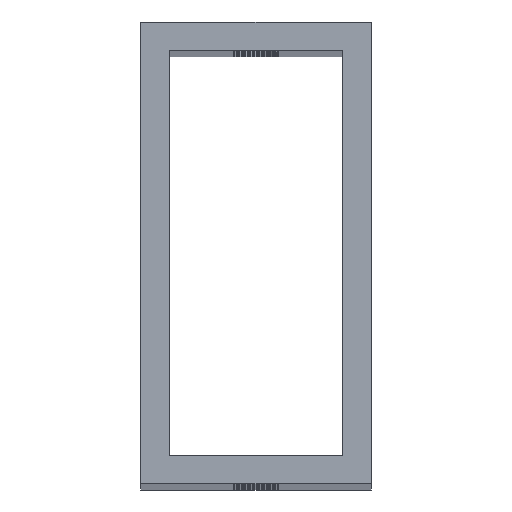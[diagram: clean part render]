
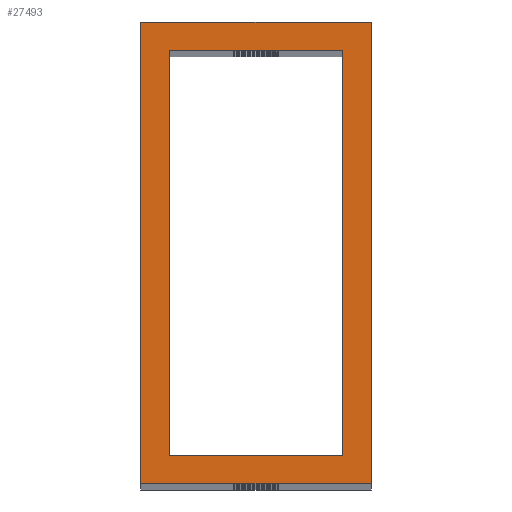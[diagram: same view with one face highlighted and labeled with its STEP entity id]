
A CAD part, top view. The second image highlights one B-rep face of the part: STEP entity #27493.
In plain terms, the highlighted planar face has unit normal (0, 0, 1).
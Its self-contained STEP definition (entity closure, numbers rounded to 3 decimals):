
#184 = FACE_BOUND ( 'NONE', #17228, .T. ) ;
#464 = CARTESIAN_POINT ( 'NONE',  ( 12.7, -25.4, 381. ) ) ;
#739 = DIRECTION ( 'NONE',  ( 0., 0., -1. ) ) ;
#873 = DIRECTION ( 'NONE',  ( -1., 0., 0. ) ) ;
#899 = CARTESIAN_POINT ( 'NONE',  ( -12.7, -25.4, 381. ) ) ;
#937 = VECTOR ( 'NONE', #22636, 1000. ) ;
#982 = VERTEX_POINT ( 'NONE', #26329 ) ;
#989 = ORIENTED_EDGE ( 'NONE', *, *, #25302, .F. ) ;
#1395 = VECTOR ( 'NONE', #14058, 1000. ) ;
#1512 = EDGE_CURVE ( 'NONE', #25375, #18490, #26180, .T. ) ;
#2336 = CARTESIAN_POINT ( 'NONE',  ( -9.525, -22.225, 381. ) ) ;
#2471 = DIRECTION ( 'NONE',  ( 0., 1., 0. ) ) ;
#2817 = EDGE_CURVE ( 'NONE', #21758, #22329, #21723, .T. ) ;
#2942 = VECTOR ( 'NONE', #2471, 1000. ) ;
#4267 = DIRECTION ( 'NONE',  ( -1., 0., 0. ) ) ;
#4388 = DIRECTION ( 'NONE',  ( 0., -1., 0. ) ) ;
#5019 = CARTESIAN_POINT ( 'NONE',  ( -12.7, 25.4, 381. ) ) ;
#7174 = LINE ( 'NONE', #464, #2942 ) ;
#7323 = ORIENTED_EDGE ( 'NONE', *, *, #17712, .T. ) ;
#8401 = DIRECTION ( 'NONE',  ( 1., 0., 0. ) ) ;
#8635 = LINE ( 'NONE', #2336, #12634 ) ;
#8644 = CARTESIAN_POINT ( 'NONE',  ( 12.7, -25.4, 381. ) ) ;
#8789 = VECTOR ( 'NONE', #4267, 1000. ) ;
#9120 = CARTESIAN_POINT ( 'NONE',  ( -9.525, 22.225, 381. ) ) ;
#10264 = VECTOR ( 'NONE', #21841, 1000. ) ;
#10312 = VERTEX_POINT ( 'NONE', #12975 ) ;
#10798 = VERTEX_POINT ( 'NONE', #10921 ) ;
#10801 = ORIENTED_EDGE ( 'NONE', *, *, #27343, .T. ) ;
#10855 = EDGE_CURVE ( 'NONE', #18490, #10798, #8635, .T. ) ;
#10921 = CARTESIAN_POINT ( 'NONE',  ( 9.525, -22.225, 381. ) ) ;
#11072 = CARTESIAN_POINT ( 'NONE',  ( -9.525, -22.225, 381. ) ) ;
#11324 = VERTEX_POINT ( 'NONE', #27250 ) ;
#11353 = ORIENTED_EDGE ( 'NONE', *, *, #2817, .T. ) ;
#12634 = VECTOR ( 'NONE', #19814, 1000. ) ;
#12973 = LINE ( 'NONE', #15550, #10264 ) ;
#12975 = CARTESIAN_POINT ( 'NONE',  ( 9.525, 22.225, 381. ) ) ;
#13327 = LINE ( 'NONE', #5019, #937 ) ;
#13694 = EDGE_LOOP ( 'NONE', ( #10801, #7323, #26050, #11353 ) ) ;
#14058 = DIRECTION ( 'NONE',  ( 0., -1., 0. ) ) ;
#14103 = ORIENTED_EDGE ( 'NONE', *, *, #1512, .F. ) ;
#14294 = EDGE_CURVE ( 'NONE', #11324, #21758, #20244, .T. ) ;
#15550 = CARTESIAN_POINT ( 'NONE',  ( 9.525, -22.225, 381. ) ) ;
#17228 = EDGE_LOOP ( 'NONE', ( #989, #20246, #14103, #24694 ) ) ;
#17712 = EDGE_CURVE ( 'NONE', #982, #11324, #13327, .T. ) ;
#17782 = FACE_OUTER_BOUND ( 'NONE', #13694, .T. ) ;
#18366 = AXIS2_PLACEMENT_3D ( 'NONE', #24387, #739, #873 ) ;
#18490 = VERTEX_POINT ( 'NONE', #11072 ) ;
#19814 = DIRECTION ( 'NONE',  ( 1., 0., 0. ) ) ;
#19853 = CARTESIAN_POINT ( 'NONE',  ( -9.525, 22.225, 381. ) ) ;
#20244 = LINE ( 'NONE', #899, #1395 ) ;
#20246 = ORIENTED_EDGE ( 'NONE', *, *, #10855, .F. ) ;
#20281 = VECTOR ( 'NONE', #8401, 1000. ) ;
#21723 = LINE ( 'NONE', #26325, #20281 ) ;
#21758 = VERTEX_POINT ( 'NONE', #27218 ) ;
#21841 = DIRECTION ( 'NONE',  ( 0., 1., 0. ) ) ;
#22303 = LINE ( 'NONE', #9120, #8789 ) ;
#22329 = VERTEX_POINT ( 'NONE', #8644 ) ;
#22636 = DIRECTION ( 'NONE',  ( -1., 0., 0. ) ) ;
#23605 = EDGE_CURVE ( 'NONE', #10312, #25375, #22303, .T. ) ;
#24387 = CARTESIAN_POINT ( 'NONE',  ( 0., 0., 381. ) ) ;
#24694 = ORIENTED_EDGE ( 'NONE', *, *, #23605, .F. ) ;
#25302 = EDGE_CURVE ( 'NONE', #10798, #10312, #12973, .T. ) ;
#25375 = VERTEX_POINT ( 'NONE', #19853 ) ;
#25745 = CARTESIAN_POINT ( 'NONE',  ( -9.525, -22.225, 381. ) ) ;
#25980 = VECTOR ( 'NONE', #4388, 1000. ) ;
#26050 = ORIENTED_EDGE ( 'NONE', *, *, #14294, .T. ) ;
#26180 = LINE ( 'NONE', #25745, #25980 ) ;
#26325 = CARTESIAN_POINT ( 'NONE',  ( -12.7, -25.4, 381. ) ) ;
#26329 = CARTESIAN_POINT ( 'NONE',  ( 12.7, 25.4, 381. ) ) ;
#26534 = PLANE ( 'NONE',  #18366 ) ;
#27218 = CARTESIAN_POINT ( 'NONE',  ( -12.7, -25.4, 381. ) ) ;
#27250 = CARTESIAN_POINT ( 'NONE',  ( -12.7, 25.4, 381. ) ) ;
#27343 = EDGE_CURVE ( 'NONE', #22329, #982, #7174, .T. ) ;
#27493 = ADVANCED_FACE ( 'NONE', ( #17782, #184 ), #26534, .F. ) ;
